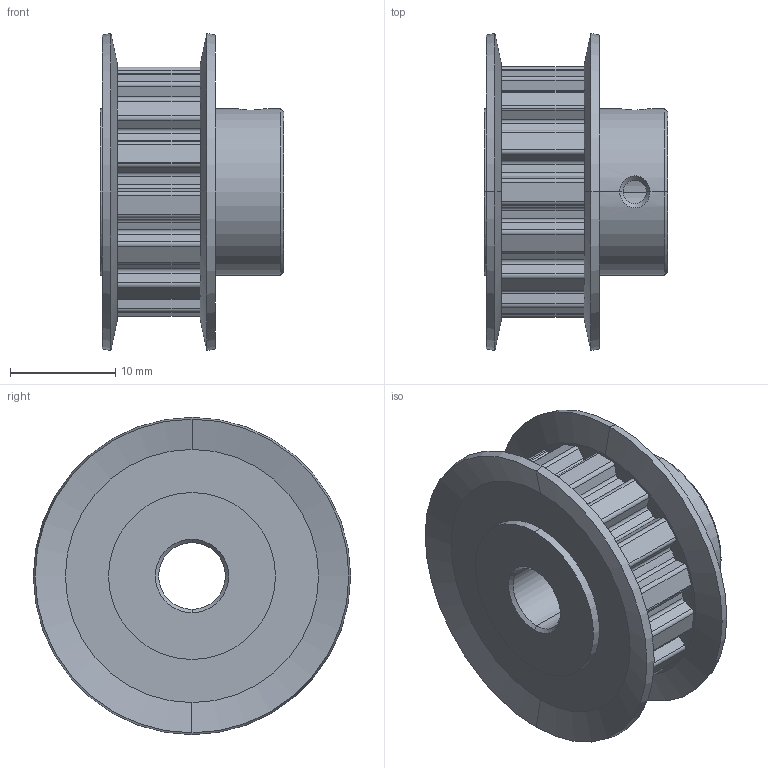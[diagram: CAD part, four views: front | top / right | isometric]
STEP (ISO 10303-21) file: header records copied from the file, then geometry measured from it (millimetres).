
FILE_DESCRIPTION (( 'STEP AP214' ), '1' );
FILE_NAME ('APB15XL025BF-250.step', '2015-04-08T21:00:48', ( '' ), ( '' ), 'SwSTEP 2.0', 'SolidWorks 2014', '' );
FILE_SCHEMA (( 'AUTOMOTIVE_DESIGN' ));
Length unit declared in the file: inch
Products named in the file (1): APB15XL025BF-250
Bounding box: 17.48 x 30.18 x 30.18 mm (x, y, z)
Volume: 5328.7 mm3; surface area: 3677.5 mm2
Topology: 1 solids, 1 shells, 170 faces, 479 edges, 313 vertices
Faces by surface type: cylinder 97, plane 51, cone 18, bspline 4
Entity records: 7745 total; most frequent: CARTESIAN_POINT 3147, DIRECTION 1002, ORIENTED_EDGE 958, EDGE_CURVE 479, AXIS2_PLACEMENT_3D 375, VERTEX_POINT 313, LINE 252, VECTOR 252
